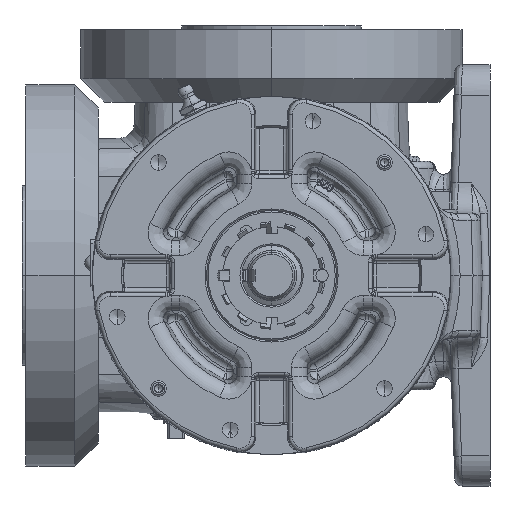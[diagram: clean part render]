
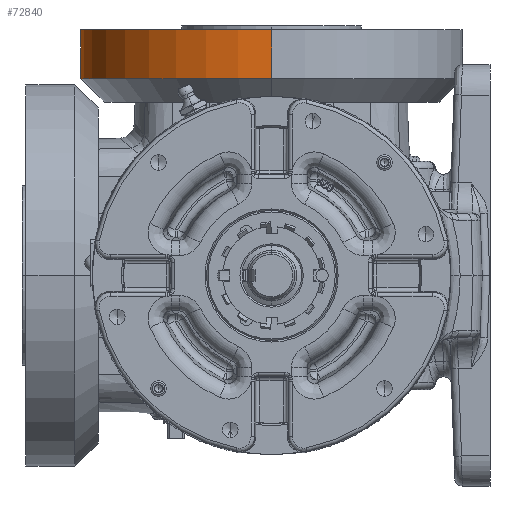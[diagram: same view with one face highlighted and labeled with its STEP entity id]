
A CAD part, left-side view. The second image highlights one B-rep face of the part: STEP entity #72840.
In plain terms, the highlighted cylindrical face has radius 77.724 mm (diameter 155.448 mm), a partial arc.
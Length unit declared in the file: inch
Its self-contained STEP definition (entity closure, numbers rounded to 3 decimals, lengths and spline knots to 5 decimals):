
#2480 = VERTEX_POINT ( 'NONE', #149553 ) ;
#4958 = CARTESIAN_POINT ( 'NONE',  ( -1.225, 0., 3.94 ) ) ;
#26039 = AXIS2_PLACEMENT_3D ( 'NONE', #254041, #29714, #149313 ) ;
#28350 = DIRECTION ( 'NONE',  ( -1., 0., 0. ) ) ;
#28761 = ORIENTED_EDGE ( 'NONE', *, *, #148759, .T. ) ;
#29714 = DIRECTION ( 'NONE',  ( 0., 0., -1. ) ) ;
#31857 = LINE ( 'NONE', #112414, #153846 ) ;
#57900 = VERTEX_POINT ( 'NONE', #257531 ) ;
#72840 = ADVANCED_FACE ( 'NONE', ( #184761 ), #101477, .T. ) ;
#73493 = DIRECTION ( 'NONE',  ( 0., 0., -1. ) ) ;
#77522 = CIRCLE ( 'NONE', #26039, 3.06 ) ;
#85248 = DIRECTION ( 'NONE',  ( -1., 0., 0. ) ) ;
#85912 = VECTOR ( 'NONE', #166952, 39.37008 ) ;
#92629 = DIRECTION ( 'NONE',  ( 0., 0., -1. ) ) ;
#101477 = CYLINDRICAL_SURFACE ( 'NONE', #157838, 3.06 ) ;
#103746 = VERTEX_POINT ( 'NONE', #258060 ) ;
#112414 = CARTESIAN_POINT ( 'NONE',  ( -1.225, 0., 2.4376 ) ) ;
#124015 = CARTESIAN_POINT ( 'NONE',  ( 4.895, 0., 2.4376 ) ) ;
#129624 = DIRECTION ( 'NONE',  ( 0., 0., -1. ) ) ;
#133667 = EDGE_CURVE ( 'NONE', #246455, #57900, #31857, .T. ) ;
#145464 = LINE ( 'NONE', #124015, #85912 ) ;
#148759 = EDGE_CURVE ( 'NONE', #246455, #2480, #77522, .T. ) ;
#149313 = DIRECTION ( 'NONE',  ( -1., 0., 0. ) ) ;
#149553 = CARTESIAN_POINT ( 'NONE',  ( 4.895, 0., 3.94 ) ) ;
#153846 = VECTOR ( 'NONE', #73493, 39.37008 ) ;
#156681 = EDGE_CURVE ( 'NONE', #2480, #103746, #145464, .T. ) ;
#157838 = AXIS2_PLACEMENT_3D ( 'NONE', #254505, #129624, #85248 ) ;
#166952 = DIRECTION ( 'NONE',  ( 0., 0., -1. ) ) ;
#182232 = CIRCLE ( 'NONE', #258947, 3.06 ) ;
#184761 = FACE_OUTER_BOUND ( 'NONE', #205743, .T. ) ;
#204083 = ORIENTED_EDGE ( 'NONE', *, *, #133667, .F. ) ;
#205743 = EDGE_LOOP ( 'NONE', ( #28761, #207071, #226587, #204083 ) ) ;
#207071 = ORIENTED_EDGE ( 'NONE', *, *, #156681, .T. ) ;
#210160 = EDGE_CURVE ( 'NONE', #57900, #103746, #182232, .T. ) ;
#213647 = CARTESIAN_POINT ( 'NONE',  ( 1.835, 0., 3.155 ) ) ;
#226587 = ORIENTED_EDGE ( 'NONE', *, *, #210160, .F. ) ;
#246455 = VERTEX_POINT ( 'NONE', #4958 ) ;
#254041 = CARTESIAN_POINT ( 'NONE',  ( 1.835, 0., 3.94 ) ) ;
#254505 = CARTESIAN_POINT ( 'NONE',  ( 1.835, 0., 2.4376 ) ) ;
#257531 = CARTESIAN_POINT ( 'NONE',  ( -1.225, 0., 3.155 ) ) ;
#258060 = CARTESIAN_POINT ( 'NONE',  ( 4.895, 0., 3.155 ) ) ;
#258947 = AXIS2_PLACEMENT_3D ( 'NONE', #213647, #92629, #28350 ) ;
